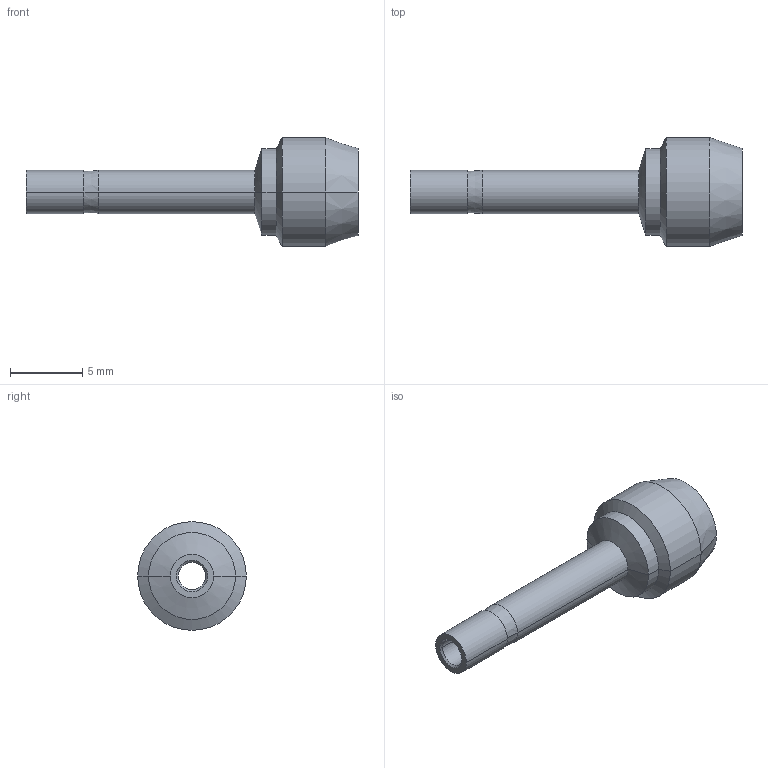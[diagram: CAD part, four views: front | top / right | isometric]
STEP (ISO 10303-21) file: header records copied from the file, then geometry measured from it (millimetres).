
FILE_DESCRIPTION((''),'2;1');
FILE_NAME('001_CPR_RPR_MASTER','2025-06-27T09:52:43',('Administrator'),(''),'CREO PARAMETRIC BY PTC INC, 2020184','CREO PARAMETRIC BY PTC INC, 2020184','');
FILE_SCHEMA(('AUTOMOTIVE_DESIGN { 1 0 10303 214 1 1 1 1 }'));
Length unit declared in the file: millimetre
Products named in the file (1): 001_CPR_RPR_MASTER
Bounding box: 22.9 x 7.5 x 7.5 mm (x, y, z)
Volume: 255.1 mm3; surface area: 523.1 mm2
Topology: 1 solids, 1 shells, 30 faces, 61 edges, 38 vertices
Faces by surface type: cone 16, cylinder 12, plane 2
Entity records: 961 total; most frequent: DIRECTION 155, CARTESIAN_POINT 130, ORIENTED_EDGE 120, COLOUR_RGB 116, AXIS2_PLACEMENT_3D 63, EDGE_CURVE 60, VERTEX_POINT 32, EDGE_LOOP 32
